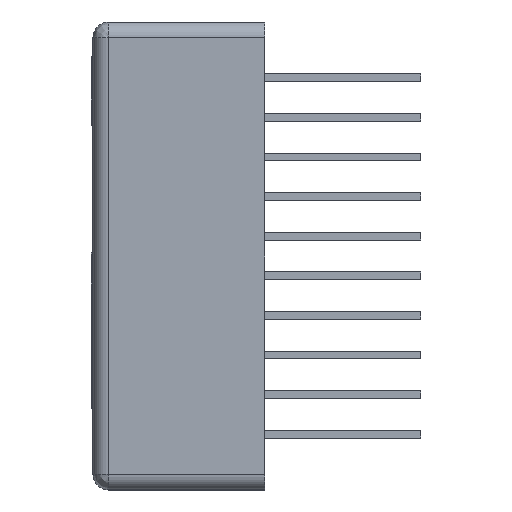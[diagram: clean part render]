
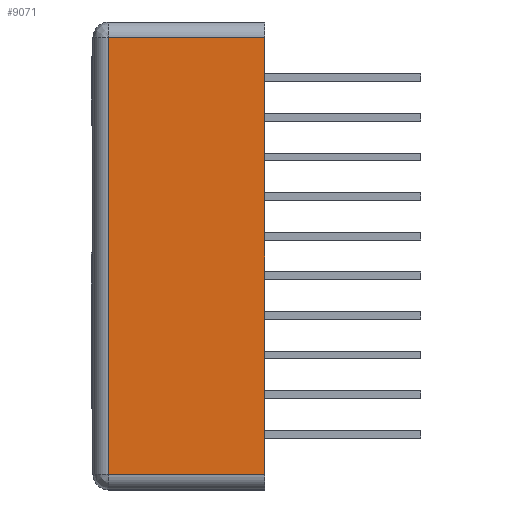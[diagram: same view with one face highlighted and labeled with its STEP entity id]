
A CAD part, left-side view. The second image highlights one B-rep face of the part: STEP entity #9071.
In plain terms, the highlighted planar face has unit normal (-1, 0, 0).
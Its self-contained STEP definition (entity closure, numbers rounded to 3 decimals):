
#1118 = CARTESIAN_POINT ( 'NONE',  ( -30., -1., -14. ) ) ;
#1287 = CARTESIAN_POINT ( 'NONE',  ( -30., -11., -14. ) ) ;
#2047 = CARTESIAN_POINT ( 'NONE',  ( -30., -11., 14. ) ) ;
#2070 = CARTESIAN_POINT ( 'NONE',  ( -30., -11., -14. ) ) ;
#3350 = DIRECTION ( 'NONE',  ( 0., 0., 1. ) ) ;
#4096 = ORIENTED_EDGE ( 'NONE', *, *, #7178, .F. ) ;
#5426 = PLANE ( 'NONE',  #5593 ) ;
#5593 = AXIS2_PLACEMENT_3D ( 'NONE', #1287, #6534, #10728 ) ;
#6009 = DIRECTION ( 'NONE',  ( 0., 1., 0. ) ) ;
#6015 = VECTOR ( 'NONE', #12008, 1000. ) ;
#6276 = VERTEX_POINT ( 'NONE', #10567 ) ;
#6313 = LINE ( 'NONE', #14293, #14198 ) ;
#6534 = DIRECTION ( 'NONE',  ( -1., 0., 0. ) ) ;
#6862 = EDGE_CURVE ( 'NONE', #14135, #15227, #9663, .T. ) ;
#7178 = EDGE_CURVE ( 'NONE', #11384, #6276, #14573, .T. ) ;
#7347 = VECTOR ( 'NONE', #3350, 1000. ) ;
#7594 = DIRECTION ( 'NONE',  ( 0., -1., 0. ) ) ;
#7640 = EDGE_LOOP ( 'NONE', ( #7868, #12976, #9696, #4096 ) ) ;
#7868 = ORIENTED_EDGE ( 'NONE', *, *, #13066, .T. ) ;
#7898 = FACE_OUTER_BOUND ( 'NONE', #7640, .T. ) ;
#9071 = ADVANCED_FACE ( 'NONE', ( #7898 ), #5426, .T. ) ;
#9663 = LINE ( 'NONE', #2070, #7347 ) ;
#9696 = ORIENTED_EDGE ( 'NONE', *, *, #13912, .T. ) ;
#10567 = CARTESIAN_POINT ( 'NONE',  ( -30., -1., 14. ) ) ;
#10728 = DIRECTION ( 'NONE',  ( 0., 0., 1. ) ) ;
#10930 = VECTOR ( 'NONE', #6009, 1000. ) ;
#11384 = VERTEX_POINT ( 'NONE', #1118 ) ;
#11491 = LINE ( 'NONE', #2047, #10930 ) ;
#12008 = DIRECTION ( 'NONE',  ( 0., 0., 1. ) ) ;
#12976 = ORIENTED_EDGE ( 'NONE', *, *, #6862, .T. ) ;
#13066 = EDGE_CURVE ( 'NONE', #11384, #14135, #6313, .T. ) ;
#13210 = CARTESIAN_POINT ( 'NONE',  ( -30., -1., -14. ) ) ;
#13912 = EDGE_CURVE ( 'NONE', #15227, #6276, #11491, .T. ) ;
#14135 = VERTEX_POINT ( 'NONE', #15338 ) ;
#14198 = VECTOR ( 'NONE', #7594, 1000. ) ;
#14293 = CARTESIAN_POINT ( 'NONE',  ( -30., -11., -14. ) ) ;
#14573 = LINE ( 'NONE', #13210, #6015 ) ;
#15227 = VERTEX_POINT ( 'NONE', #16844 ) ;
#15338 = CARTESIAN_POINT ( 'NONE',  ( -30., -11., -14. ) ) ;
#16844 = CARTESIAN_POINT ( 'NONE',  ( -30., -11., 14. ) ) ;
